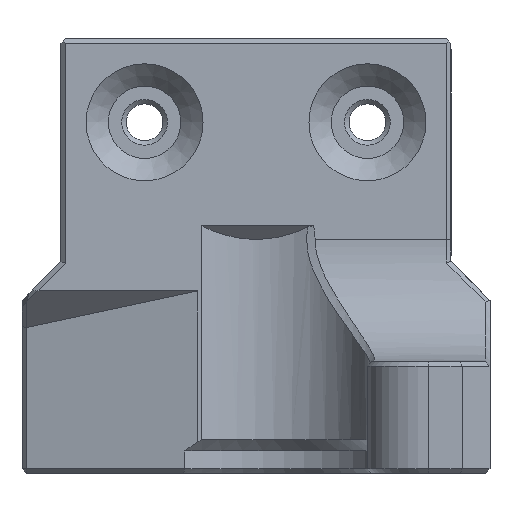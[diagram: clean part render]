
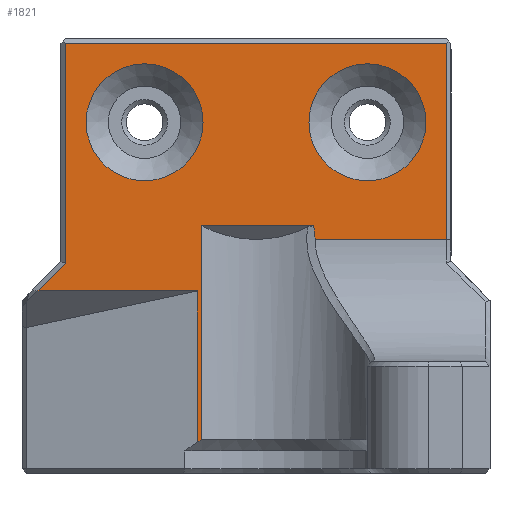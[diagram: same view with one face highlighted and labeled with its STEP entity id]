
A CAD part, front view. The second image highlights one B-rep face of the part: STEP entity #1821.
In plain terms, the highlighted planar face has unit normal (0, -1, 0).
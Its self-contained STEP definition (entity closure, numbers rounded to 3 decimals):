
#18=FACE_BOUND('',#307,.T.);
#19=FACE_BOUND('',#308,.T.);
#52=(
BOUNDED_CURVE()
B_SPLINE_CURVE(2,(#2783,#2784,#2785),.UNSPECIFIED.,.F.,.F.)
B_SPLINE_CURVE_WITH_KNOTS((3,3),(1.68,1.718),
 .UNSPECIFIED.)
CURVE()
GEOMETRIC_REPRESENTATION_ITEM()
RATIONAL_B_SPLINE_CURVE((1.156,1.151,1.146))
REPRESENTATION_ITEM('')
);
#65=B_SPLINE_CURVE_WITH_KNOTS('',3,(#2790,#2791,#2792,#2793,#2794,#2795),
 .UNSPECIFIED.,.F.,.F.,(4,2,4),(0.305,0.326,0.43),
 .UNSPECIFIED.);
#92=CIRCLE('',#1949,5.25);
#93=CIRCLE('',#1950,5.25);
#197=FACE_OUTER_BOUND('',#306,.T.);
#306=EDGE_LOOP('',(#1261,#1262,#1263,#1264,#1265,#1266,#1267,#1268,#1269,
#1270,#1271));
#307=EDGE_LOOP('',(#1272));
#308=EDGE_LOOP('',(#1273));
#421=LINE('',#2642,#586);
#429=LINE('',#2657,#594);
#444=LINE('',#2691,#609);
#449=LINE('',#2755,#614);
#452=LINE('',#2761,#617);
#454=LINE('',#2779,#619);
#455=LINE('',#2781,#620);
#456=LINE('',#2787,#621);
#457=LINE('',#2789,#622);
#586=VECTOR('',#2119,10.);
#594=VECTOR('',#2129,10.);
#609=VECTOR('',#2158,10.);
#614=VECTOR('',#2171,10.);
#617=VECTOR('',#2176,10.);
#619=VECTOR('',#2182,10.);
#620=VECTOR('',#2183,10.);
#621=VECTOR('',#2184,10.);
#622=VECTOR('',#2185,10.);
#751=VERTEX_POINT('',#2640);
#752=VERTEX_POINT('',#2641);
#758=VERTEX_POINT('',#2655);
#770=VERTEX_POINT('',#2690);
#775=VERTEX_POINT('',#2701);
#782=VERTEX_POINT('',#2760);
#785=VERTEX_POINT('',#2778);
#786=VERTEX_POINT('',#2780);
#787=VERTEX_POINT('',#2782);
#788=VERTEX_POINT('',#2786);
#789=VERTEX_POINT('',#2788);
#790=VERTEX_POINT('',#2796);
#791=VERTEX_POINT('',#2798);
#923=EDGE_CURVE('',#751,#752,#421,.T.);
#931=EDGE_CURVE('',#758,#751,#429,.T.);
#948=EDGE_CURVE('',#752,#770,#444,.T.);
#961=EDGE_CURVE('',#770,#775,#449,.T.);
#964=EDGE_CURVE('',#775,#782,#452,.T.);
#968=EDGE_CURVE('',#785,#758,#454,.T.);
#969=EDGE_CURVE('',#785,#786,#455,.T.);
#970=EDGE_CURVE('',#787,#786,#52,.T.);
#971=EDGE_CURVE('',#787,#788,#456,.T.);
#972=EDGE_CURVE('',#789,#788,#457,.T.);
#973=EDGE_CURVE('',#782,#789,#65,.T.);
#974=EDGE_CURVE('',#790,#790,#92,.T.);
#975=EDGE_CURVE('',#791,#791,#93,.T.);
#1261=ORIENTED_EDGE('',*,*,#931,.F.);
#1262=ORIENTED_EDGE('',*,*,#968,.F.);
#1263=ORIENTED_EDGE('',*,*,#969,.T.);
#1264=ORIENTED_EDGE('',*,*,#970,.F.);
#1265=ORIENTED_EDGE('',*,*,#971,.T.);
#1266=ORIENTED_EDGE('',*,*,#972,.F.);
#1267=ORIENTED_EDGE('',*,*,#973,.F.);
#1268=ORIENTED_EDGE('',*,*,#964,.F.);
#1269=ORIENTED_EDGE('',*,*,#961,.F.);
#1270=ORIENTED_EDGE('',*,*,#948,.F.);
#1271=ORIENTED_EDGE('',*,*,#923,.F.);
#1272=ORIENTED_EDGE('',*,*,#974,.F.);
#1273=ORIENTED_EDGE('',*,*,#975,.F.);
#1755=PLANE('',#1948);
#1821=ADVANCED_FACE('',(#197,#18,#19),#1755,.T.);
#1948=AXIS2_PLACEMENT_3D('',#2777,#2180,#2181);
#1949=AXIS2_PLACEMENT_3D('',#2797,#2186,#2187);
#1950=AXIS2_PLACEMENT_3D('',#2799,#2188,#2189);
#2119=DIRECTION('',(0.,0.,1.));
#2129=DIRECTION('',(0.707,0.,0.707));
#2158=DIRECTION('',(1.,0.,0.));
#2171=DIRECTION('',(0.,0.,-1.));
#2176=DIRECTION('',(-1.,0.,0.));
#2180=DIRECTION('center_axis',(0.,-1.,0.));
#2181=DIRECTION('ref_axis',(1.,0.,0.));
#2182=DIRECTION('',(-1.,0.,0.));
#2183=DIRECTION('',(0.,0.,-1.));
#2184=DIRECTION('',(0.,0.,1.));
#2185=DIRECTION('',(-1.,0.,0.));
#2186=DIRECTION('center_axis',(0.,-1.,0.));
#2187=DIRECTION('ref_axis',(1.,0.,0.));
#2188=DIRECTION('center_axis',(0.,-1.,0.));
#2189=DIRECTION('ref_axis',(1.,0.,0.));
#2640=CARTESIAN_POINT('',(-17.1,9.,18.834));
#2641=CARTESIAN_POINT('',(-17.1,9.,38.6));
#2642=CARTESIAN_POINT('',(-17.1,9.,9.5));
#2655=CARTESIAN_POINT('',(-19.564,9.,16.37));
#2657=CARTESIAN_POINT('',(-23.717,9.,12.217));
#2690=CARTESIAN_POINT('',(17.1,9.,38.6));
#2691=CARTESIAN_POINT('',(-10.5,9.,38.6));
#2701=CARTESIAN_POINT('',(17.1,9.,21.));
#2755=CARTESIAN_POINT('',(17.1,9.,19.5));
#2760=CARTESIAN_POINT('',(5.305,9.,21.));
#2761=CARTESIAN_POINT('',(-10.5,9.,21.));
#2777=CARTESIAN_POINT('Origin',(-21.,9.,0.));
#2778=CARTESIAN_POINT('',(-5.253,9.,16.37));
#2779=CARTESIAN_POINT('',(-17.063,9.,16.37));
#2780=CARTESIAN_POINT('',(-5.253,9.,2.829));
#2781=CARTESIAN_POINT('',(-5.253,9.,0.));
#2782=CARTESIAN_POINT('',(-4.905,9.,3.));
#2783=CARTESIAN_POINT('Ctrl Pts',(-4.905,9.,3.));
#2784=CARTESIAN_POINT('Ctrl Pts',(-5.078,9.,2.917));
#2785=CARTESIAN_POINT('Ctrl Pts',(-5.253,9.,2.829));
#2786=CARTESIAN_POINT('',(-4.905,9.,22.245));
#2787=CARTESIAN_POINT('',(-4.905,9.,0.));
#2788=CARTESIAN_POINT('',(5.162,9.,22.245));
#2789=CARTESIAN_POINT('',(-10.5,9.,22.245));
#2790=CARTESIAN_POINT('Ctrl Pts',(5.305,9.,21.));
#2791=CARTESIAN_POINT('Ctrl Pts',(5.305,9.,21.069));
#2792=CARTESIAN_POINT('Ctrl Pts',(5.304,9.,21.139));
#2793=CARTESIAN_POINT('Ctrl Pts',(5.287,9.,21.56));
#2794=CARTESIAN_POINT('Ctrl Pts',(5.238,9.,21.904));
#2795=CARTESIAN_POINT('Ctrl Pts',(5.162,9.,22.245));
#2796=CARTESIAN_POINT('',(-15.25,9.,31.5));
#2797=CARTESIAN_POINT('Origin',(-10.,9.,31.5));
#2798=CARTESIAN_POINT('',(4.75,9.,31.5));
#2799=CARTESIAN_POINT('Origin',(10.,9.,31.5));
